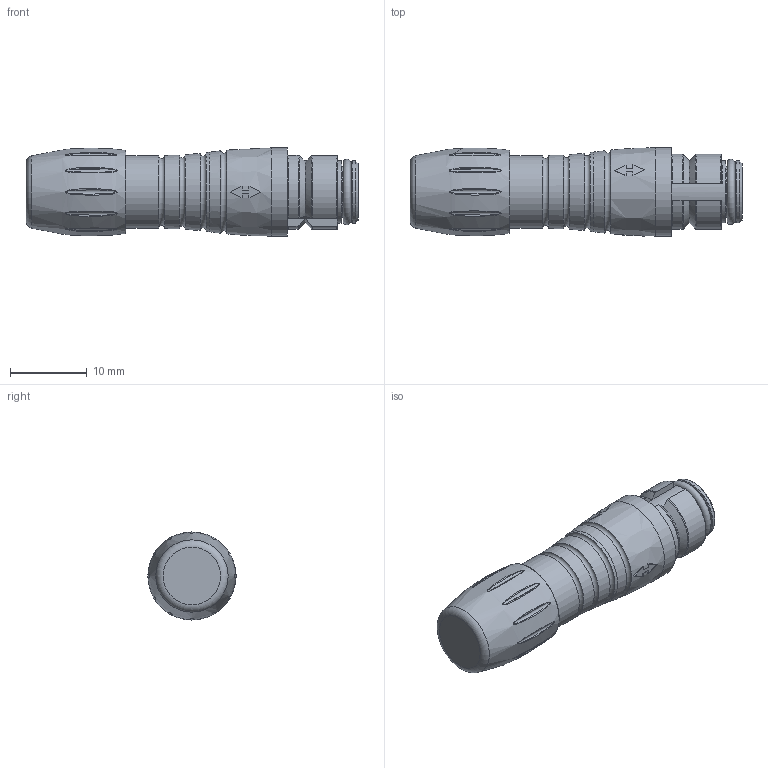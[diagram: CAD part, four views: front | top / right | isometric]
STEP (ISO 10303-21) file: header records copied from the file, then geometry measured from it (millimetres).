
FILE_DESCRIPTION(/* description */ (''),/* implementation_level */ '2;1');
FILE_NAME(/* name */ '99-9226-00-08_bg.stp',/* time_stamp */ '2010-12-10T11:25:35+01:00',/* author */ (''),/* organization */ (''),/* preprocessor_version */ 'ST-DEVELOPER v11',/* originating_system */ 'UGS - NX 5.0',/* authorisation */ '');
FILE_SCHEMA (('CONFIG_CONTROL_DESIGN'));
Length unit declared in the file: millimetre
Products named in the file (1): kborC4FD7f66
Bounding box: 43.3 x 11.52 x 11.5 mm (x, y, z)
Volume: 3544 mm3; surface area: 1907 mm2
Topology: 2 solids, 2 shells, 230 faces, 578 edges, 378 vertices
Faces by surface type: plane 102, cone 55, cylinder 31, torus 27, bspline 15
Full cylindrical faces by diameter (mm): 0.85 x8, 6.6 x1, 8.1 x2, 9.5 x1, 11.5 x1
Entity records: 8911 total; most frequent: CARTESIAN_POINT 4029, DIRECTION 962, ORIENTED_EDGE 916, EDGE_CURVE 458, AXIS2_PLACEMENT_3D 412, VERTEX_POINT 335, EDGE_LOOP 324, ADVANCED_FACE 230
